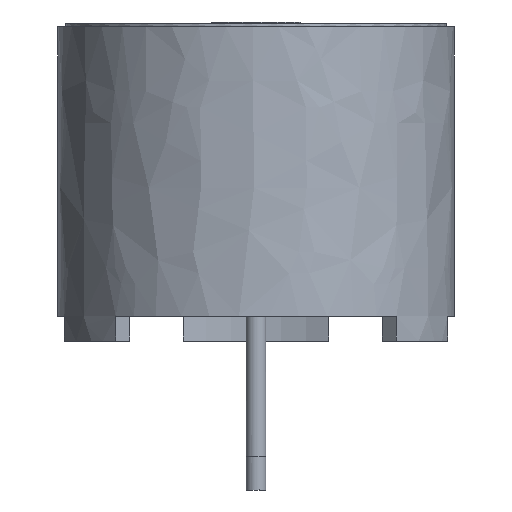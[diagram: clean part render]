
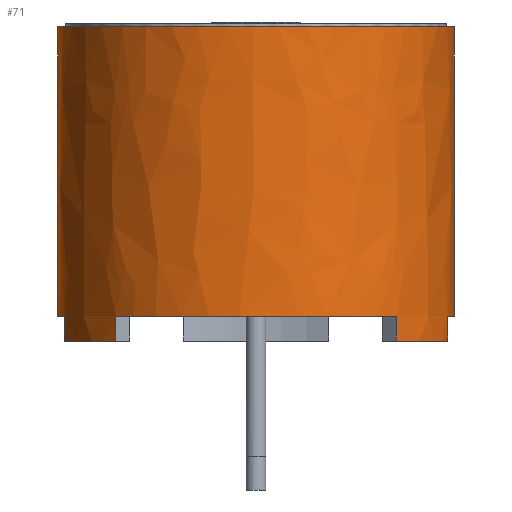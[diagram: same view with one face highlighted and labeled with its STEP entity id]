
A CAD part, left-side view. The second image highlights one B-rep face of the part: STEP entity #71.
In plain terms, the highlighted free-form (B-spline) face has degree [2, 1] with [9, 2] control points.
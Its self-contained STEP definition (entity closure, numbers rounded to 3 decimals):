
#71=ADVANCED_FACE('',(#124),#843,.T.);
#124=FACE_OUTER_BOUND('',#182,.T.);
#182=EDGE_LOOP('',(#423,#424,#425,#426,#427,#428,#429,#430,#431,#432,#433,
#434));
#423=ORIENTED_EDGE('',*,*,#448,.F.);
#424=ORIENTED_EDGE('',*,*,#565,.T.);
#425=ORIENTED_EDGE('',*,*,#454,.F.);
#426=ORIENTED_EDGE('',*,*,#566,.F.);
#427=ORIENTED_EDGE('',*,*,#554,.F.);
#428=ORIENTED_EDGE('',*,*,#567,.T.);
#429=ORIENTED_EDGE('',*,*,#556,.F.);
#430=ORIENTED_EDGE('',*,*,#568,.F.);
#431=ORIENTED_EDGE('',*,*,#561,.F.);
#432=ORIENTED_EDGE('',*,*,#569,.T.);
#433=ORIENTED_EDGE('',*,*,#563,.F.);
#434=ORIENTED_EDGE('',*,*,#570,.F.);
#448=EDGE_CURVE('',#708,#709,#577,.T.);
#454=EDGE_CURVE('',#714,#715,#580,.T.);
#554=EDGE_CURVE('',#782,#781,#648,.T.);
#556=EDGE_CURVE('',#784,#783,#650,.T.);
#561=EDGE_CURVE('',#787,#786,#655,.T.);
#563=EDGE_CURVE('',#785,#788,#657,.T.);
#565=EDGE_CURVE('',#708,#715,#697,.T.);
#566=EDGE_CURVE('',#781,#714,#698,.T.);
#567=EDGE_CURVE('',#782,#783,#699,.T.);
#568=EDGE_CURVE('',#786,#784,#700,.T.);
#569=EDGE_CURVE('',#787,#788,#701,.T.);
#570=EDGE_CURVE('',#709,#785,#702,.T.);
#577=B_SPLINE_CURVE_WITH_KNOTS('',1,(#1360,#1361),.UNSPECIFIED.,.F.,.F.,
(2,2),(0.,8.75),.UNSPECIFIED.);
#580=B_SPLINE_CURVE_WITH_KNOTS('',1,(#1375,#1376),.UNSPECIFIED.,.F.,.F.,
(2,2),(-8.75,0.),.UNSPECIFIED.);
#648=B_SPLINE_CURVE_WITH_KNOTS('',1,(#1647,#1648),.UNSPECIFIED.,.F.,.F.,
(2,2),(-0.75,0.),.UNSPECIFIED.);
#650=B_SPLINE_CURVE_WITH_KNOTS('',1,(#1651,#1652),.UNSPECIFIED.,.F.,.F.,
(2,2),(-0.75,0.),.UNSPECIFIED.);
#655=B_SPLINE_CURVE_WITH_KNOTS('',1,(#1661,#1662),.UNSPECIFIED.,.F.,.F.,
(2,2),(-0.75,0.),.UNSPECIFIED.);
#657=B_SPLINE_CURVE_WITH_KNOTS('',1,(#1665,#1666),.UNSPECIFIED.,.F.,.F.,
(2,2),(-0.75,0.),.UNSPECIFIED.);
#697=(
BOUNDED_CURVE()
B_SPLINE_CURVE(2,(#1669,#1670,#1671,#1672,#1673),.UNSPECIFIED.,.F.,.F.)
B_SPLINE_CURVE_WITH_KNOTS((3,2,3),(0.,9.425,18.85),
 .UNSPECIFIED.)
CURVE()
GEOMETRIC_REPRESENTATION_ITEM()
RATIONAL_B_SPLINE_CURVE((1.,0.707,1.,0.707,1.))
REPRESENTATION_ITEM('')
);
#698=(
BOUNDED_CURVE()
B_SPLINE_CURVE(2,(#1674,#1675,#1676),.UNSPECIFIED.,.F.,.F.)
B_SPLINE_CURVE_WITH_KNOTS((3,3),(-1.571,0.),.UNSPECIFIED.)
CURVE()
GEOMETRIC_REPRESENTATION_ITEM()
RATIONAL_B_SPLINE_CURVE((1.,0.991,1.))
REPRESENTATION_ITEM('')
);
#699=(
BOUNDED_CURVE()
B_SPLINE_CURVE(2,(#1677,#1678,#1679),.UNSPECIFIED.,.F.,.F.)
B_SPLINE_CURVE_WITH_KNOTS((3,3),(0.,3.142),.UNSPECIFIED.)
CURVE()
GEOMETRIC_REPRESENTATION_ITEM()
RATIONAL_B_SPLINE_CURVE((1.,0.966,1.))
REPRESENTATION_ITEM('')
);
#700=(
BOUNDED_CURVE()
B_SPLINE_CURVE(2,(#1680,#1681,#1682),.UNSPECIFIED.,.F.,.F.)
B_SPLINE_CURVE_WITH_KNOTS((3,3),(-9.425,0.),.UNSPECIFIED.)
CURVE()
GEOMETRIC_REPRESENTATION_ITEM()
RATIONAL_B_SPLINE_CURVE((1.,0.707,1.))
REPRESENTATION_ITEM('')
);
#701=(
BOUNDED_CURVE()
B_SPLINE_CURVE(2,(#1683,#1684,#1685),.UNSPECIFIED.,.F.,.F.)
B_SPLINE_CURVE_WITH_KNOTS((3,3),(0.,3.142),.UNSPECIFIED.)
CURVE()
GEOMETRIC_REPRESENTATION_ITEM()
RATIONAL_B_SPLINE_CURVE((1.,0.966,1.))
REPRESENTATION_ITEM('')
);
#702=(
BOUNDED_CURVE()
B_SPLINE_CURVE(2,(#1686,#1687,#1688),.UNSPECIFIED.,.F.,.F.)
B_SPLINE_CURVE_WITH_KNOTS((3,3),(0.,1.571),.UNSPECIFIED.)
CURVE()
GEOMETRIC_REPRESENTATION_ITEM()
RATIONAL_B_SPLINE_CURVE((1.,0.991,1.))
REPRESENTATION_ITEM('')
);
#708=VERTEX_POINT('',#1276);
#709=VERTEX_POINT('',#1277);
#714=VERTEX_POINT('',#1282);
#715=VERTEX_POINT('',#1283);
#781=VERTEX_POINT('',#1349);
#782=VERTEX_POINT('',#1350);
#783=VERTEX_POINT('',#1351);
#784=VERTEX_POINT('',#1352);
#785=VERTEX_POINT('',#1353);
#786=VERTEX_POINT('',#1354);
#787=VERTEX_POINT('',#1355);
#788=VERTEX_POINT('',#1356);
#843=(
BOUNDED_SURFACE()
B_SPLINE_SURFACE(2,1,((#1257,#1258),(#1259,#1260),(#1261,#1262),(#1263,
#1264),(#1265,#1266),(#1267,#1268),(#1269,#1270),(#1271,#1272),(#1273,#1274)),
 .UNSPECIFIED.,.T.,.F.,.F.)
B_SPLINE_SURFACE_WITH_KNOTS((3,2,2,2,3),(2,2),(0.,1.571,3.142,
4.712,6.283),(0.,11.402),.UNSPECIFIED.)
GEOMETRIC_REPRESENTATION_ITEM()
RATIONAL_B_SPLINE_SURFACE(((1.,1.),(0.707,0.707),
(1.,1.),(0.707,0.707),(1.,1.),(0.707,
0.707),(1.,1.),(0.707,0.707),(1.,1.)))
REPRESENTATION_ITEM('')
SURFACE()
);
#1257=CARTESIAN_POINT('',(4.1,2.2,15.252));
#1258=CARTESIAN_POINT('',(4.1,2.2,0.239));
#1259=CARTESIAN_POINT('',(4.1,-5.7,15.252));
#1260=CARTESIAN_POINT('',(4.1,-5.7,0.239));
#1261=CARTESIAN_POINT('',(-3.8,-5.7,15.252));
#1262=CARTESIAN_POINT('',(-3.8,-5.7,0.239));
#1263=CARTESIAN_POINT('',(-11.7,-5.7,15.252));
#1264=CARTESIAN_POINT('',(-11.7,-5.7,0.239));
#1265=CARTESIAN_POINT('',(-11.7,2.2,15.252));
#1266=CARTESIAN_POINT('',(-11.7,2.2,0.239));
#1267=CARTESIAN_POINT('',(-11.7,10.1,15.252));
#1268=CARTESIAN_POINT('',(-11.7,10.1,0.239));
#1269=CARTESIAN_POINT('',(-3.8,10.1,15.252));
#1270=CARTESIAN_POINT('',(-3.8,10.1,0.239));
#1271=CARTESIAN_POINT('',(4.1,10.1,15.252));
#1272=CARTESIAN_POINT('',(4.1,10.1,0.239));
#1273=CARTESIAN_POINT('',(4.1,2.2,15.252));
#1274=CARTESIAN_POINT('',(4.1,2.2,0.239));
#1276=CARTESIAN_POINT('',(-3.8,-5.7,14.));
#1277=CARTESIAN_POINT('',(-3.8,-5.7,2.479));
#1282=CARTESIAN_POINT('',(-3.8,10.1,2.479));
#1283=CARTESIAN_POINT('',(-3.8,10.1,14.));
#1349=CARTESIAN_POINT('',(-5.845,9.831,2.479));
#1350=CARTESIAN_POINT('',(-5.845,9.831,1.492));
#1351=CARTESIAN_POINT('',(-9.386,7.786,1.492));
#1352=CARTESIAN_POINT('',(-9.386,7.786,2.479));
#1353=CARTESIAN_POINT('',(-5.845,-5.431,2.479));
#1354=CARTESIAN_POINT('',(-9.386,-3.386,2.479));
#1355=CARTESIAN_POINT('',(-9.386,-3.386,1.492));
#1356=CARTESIAN_POINT('',(-5.845,-5.431,1.492));
#1360=CARTESIAN_POINT('',(-3.8,-5.7,14.));
#1361=CARTESIAN_POINT('',(-3.8,-5.7,2.479));
#1375=CARTESIAN_POINT('',(-3.8,10.1,2.479));
#1376=CARTESIAN_POINT('',(-3.8,10.1,14.));
#1647=CARTESIAN_POINT('',(-5.845,9.831,1.492));
#1648=CARTESIAN_POINT('',(-5.845,9.831,2.479));
#1651=CARTESIAN_POINT('',(-9.386,7.786,2.479));
#1652=CARTESIAN_POINT('',(-9.386,7.786,1.492));
#1661=CARTESIAN_POINT('',(-9.386,-3.386,1.492));
#1662=CARTESIAN_POINT('',(-9.386,-3.386,2.479));
#1665=CARTESIAN_POINT('',(-5.845,-5.431,2.479));
#1666=CARTESIAN_POINT('',(-5.845,-5.431,1.492));
#1669=CARTESIAN_POINT('',(-3.8,-5.7,14.));
#1670=CARTESIAN_POINT('',(-11.7,-5.7,14.));
#1671=CARTESIAN_POINT('',(-11.7,2.2,14.));
#1672=CARTESIAN_POINT('',(-11.7,10.1,14.));
#1673=CARTESIAN_POINT('',(-3.8,10.1,14.));
#1674=CARTESIAN_POINT('',(-5.845,9.831,2.479));
#1675=CARTESIAN_POINT('',(-4.84,10.1,2.479));
#1676=CARTESIAN_POINT('',(-3.8,10.1,2.479));
#1677=CARTESIAN_POINT('',(-5.845,9.831,1.492));
#1678=CARTESIAN_POINT('',(-7.889,9.283,1.492));
#1679=CARTESIAN_POINT('',(-9.386,7.786,1.492));
#1680=CARTESIAN_POINT('',(-9.386,-3.386,2.479));
#1681=CARTESIAN_POINT('',(-14.972,2.2,2.479));
#1682=CARTESIAN_POINT('',(-9.386,7.786,2.479));
#1683=CARTESIAN_POINT('',(-9.386,-3.386,1.492));
#1684=CARTESIAN_POINT('',(-7.889,-4.883,1.492));
#1685=CARTESIAN_POINT('',(-5.845,-5.431,1.492));
#1686=CARTESIAN_POINT('',(-3.8,-5.7,2.479));
#1687=CARTESIAN_POINT('',(-4.84,-5.7,2.479));
#1688=CARTESIAN_POINT('',(-5.845,-5.431,2.479));
